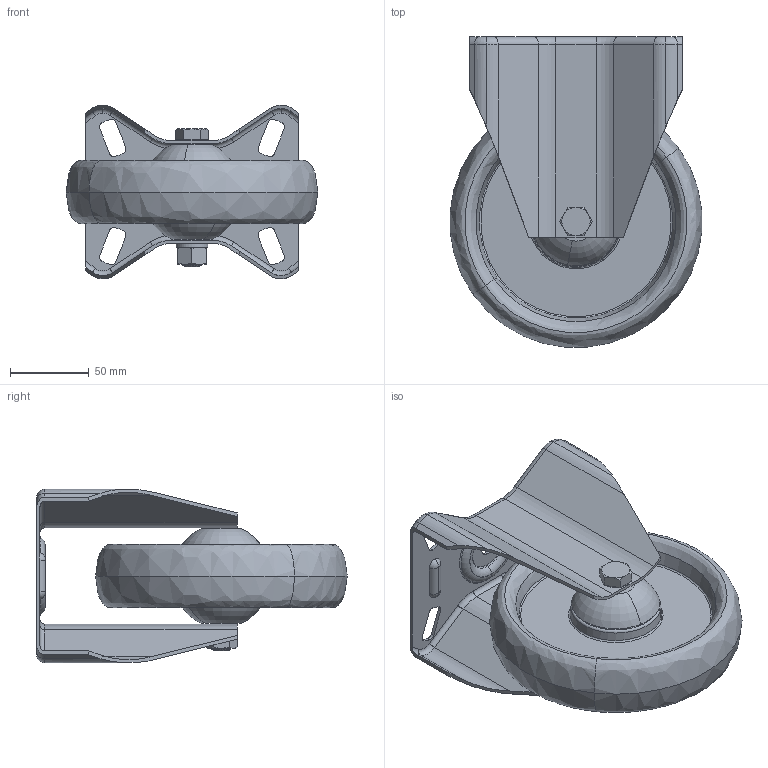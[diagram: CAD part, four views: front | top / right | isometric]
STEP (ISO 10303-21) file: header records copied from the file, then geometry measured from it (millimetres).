
FILE_DESCRIPTION (( 'STEP AP214' ), '1' );
FILE_NAME ('0027484.step', '2022-10-26T12:53:32', ( '' ), ( '' ), 'SwSTEP 2.0', 'SolidWorks 2020', '' );
FILE_SCHEMA (( 'AUTOMOTIVE_DESIGN' ));
Length unit declared in the file: millimetre
Products named in the file (1): 0027484
Bounding box: 159.46 x 196.73 x 109.99 mm (x, y, z)
Volume: 534409.6 mm3; surface area: 215025.4 mm2
Topology: 8 solids, 8 shells, 349 faces, 830 edges, 510 vertices
Faces by surface type: cylinder 118, plane 83, torus 76, cone 52, bspline 16, sphere 4
Entity records: 14530 total; most frequent: CARTESIAN_POINT 2386, DIRECTION 1868, ORIENTED_EDGE 1652, EDGE_CURVE 826, AXIS2_PLACEMENT_3D 796, VERTEX_POINT 510, CIRCLE 462, EDGE_LOOP 390
